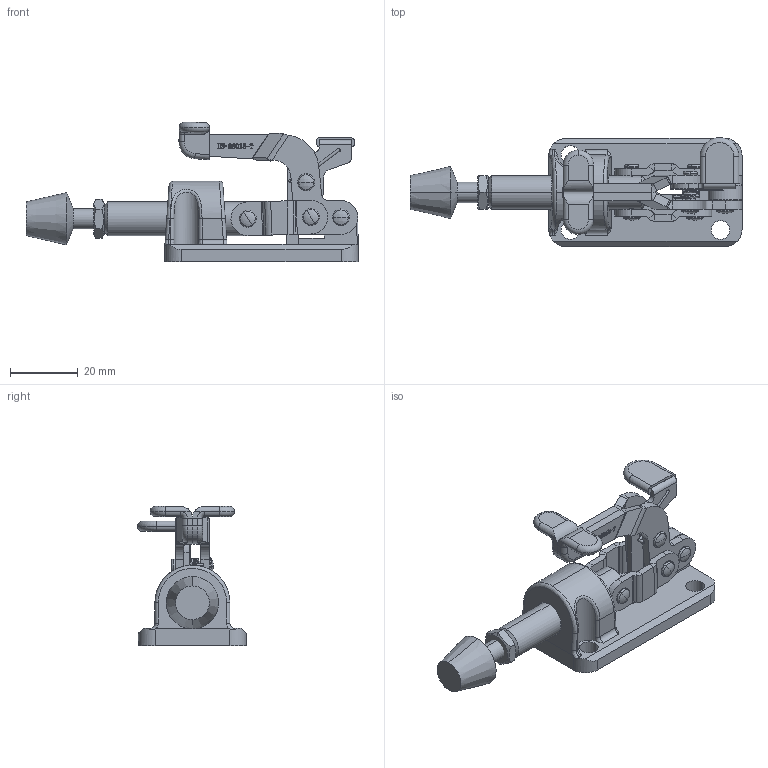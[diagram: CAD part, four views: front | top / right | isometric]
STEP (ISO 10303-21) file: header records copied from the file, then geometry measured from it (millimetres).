
FILE_DESCRIPTION (( 'STEP AP203' ), '1' );
FILE_NAME ('HS-36015-T .STEP', '2019-08-15T06:36:29', ( '微软用户' ), ( '微软中国' ), 'SwSTEP 2.0', 'SolidWorks 2012', '' );
FILE_SCHEMA (( 'CONFIG_CONTROL_DESIGN' ));
Length unit declared in the file: millimetre
Products named in the file (14): HS-36015-T ; S; 坶參; FS-064410; 种2; 种1; hex thin nuts-grades ab-chamfered gb_GB_FASTENER_NUT_STNAB M6-N; 挴裝; 忒參; 坶諶; 忒梟酘; 忒梟衵; 蟀裝; 菁釱
Assembly tree (16 placements, depth 2):
  HS-36015-T 
    菁釱
    蟀裝  x2
    忒梟衵
    忒梟酘
    坶諶
    忒參
    挴裝
    hex thin nuts-grades ab-chamfered gb_GB_FASTENER_NUT_STNAB M6-N
    种1  x2
    种2  x2
    FS-064410
    坶參
    S
Bounding box: 98.34 x 32.25 x 41.26 mm (x, y, z)
Volume: 25039 mm3; surface area: 17863.6 mm2
Topology: 17 solids, 17 shells, 652 faces, 1615 edges, 1008 vertices
Faces by surface type: plane 266, cylinder 186, bspline 117, torus 53, cone 26, sphere 4
Entity records: 26815 total; most frequent: CARTESIAN_POINT 12110, ORIENTED_EDGE 2890, DIRECTION 2456, EDGE_CURVE 1445, VERTEX_POINT 910, AXIS2_PLACEMENT_3D 836, LINE 784, VECTOR 784
